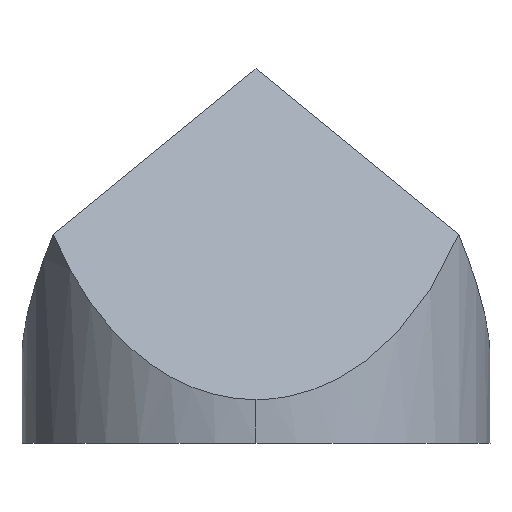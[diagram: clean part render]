
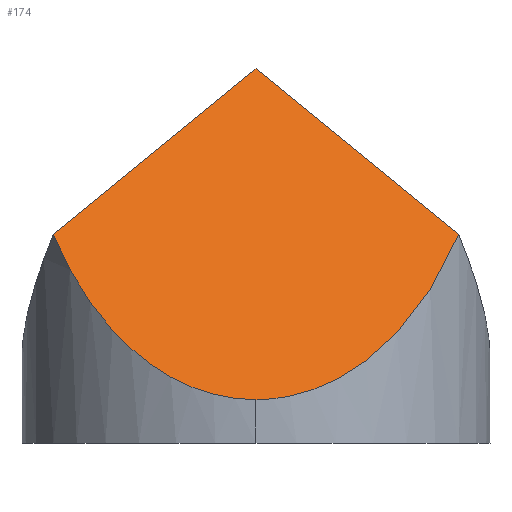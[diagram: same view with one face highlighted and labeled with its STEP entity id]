
A CAD part, left-side view. The second image highlights one B-rep face of the part: STEP entity #174.
In plain terms, the highlighted planar face has unit normal (-0.816, 0, 0.577).
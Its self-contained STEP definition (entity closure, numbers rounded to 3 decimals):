
#2 = CARTESIAN_POINT ( 'NONE',  ( -6.35, 0., 1.182 ) ) ;
#4 =( BOUNDED_CURVE ( )  B_SPLINE_CURVE ( 3, ( #90, #62, #255, #232 ),
 .UNSPECIFIED., .F., .F. ) 
 B_SPLINE_CURVE_WITH_KNOTS ( ( 4, 4 ),
 ( 0., 1.047 ),
 .UNSPECIFIED. ) 
 CURVE ( )  GEOMETRIC_REPRESENTATION_ITEM ( )  RATIONAL_B_SPLINE_CURVE ( ( 1., 0.911, 0.911, 1. ) ) 
 REPRESENTATION_ITEM ( '' )  );
#6 = CARTESIAN_POINT ( 'NONE',  ( 7.074, -12.252, 20.161 ) ) ;
#18 = VECTOR ( 'NONE', #271, 1000. ) ;
#23 = VERTEX_POINT ( 'NONE', #175 ) ;
#31 = CARTESIAN_POINT ( 'NONE',  ( 0., 0., 10.16 ) ) ;
#51 = DIRECTION ( 'NONE',  ( 0.408, -0.707, 0.577 ) ) ;
#53 = PLANE ( 'NONE',  #197 ) ;
#62 = CARTESIAN_POINT ( 'NONE',  ( -6.35, 2.324, 1.182 ) ) ;
#74 = VECTOR ( 'NONE', #51, 1000. ) ;
#76 = EDGE_CURVE ( 'NONE', #122, #107, #81, .T. ) ;
#81 = LINE ( 'NONE', #228, #18 ) ;
#90 = CARTESIAN_POINT ( 'NONE',  ( -6.35, 0., 1.182 ) ) ;
#95 = ORIENTED_EDGE ( 'NONE', *, *, #291, .F. ) ;
#98 = FACE_OUTER_BOUND ( 'NONE', #249, .T. ) ;
#102 = CARTESIAN_POINT ( 'NONE',  ( 0., -24.5, 10.16 ) ) ;
#103 = CARTESIAN_POINT ( 'NONE',  ( -5.188, -4.337, 2.825 ) ) ;
#107 = VERTEX_POINT ( 'NONE', #31 ) ;
#108 = CARTESIAN_POINT ( 'NONE',  ( -6.35, -2.324, 1.182 ) ) ;
#109 =( BOUNDED_CURVE ( )  B_SPLINE_CURVE ( 3, ( #176, #103, #108, #2 ),
 .UNSPECIFIED., .F., .F. ) 
 B_SPLINE_CURVE_WITH_KNOTS ( ( 4, 4 ),
 ( 5.236, 6.283 ),
 .UNSPECIFIED. ) 
 CURVE ( )  GEOMETRIC_REPRESENTATION_ITEM ( )  RATIONAL_B_SPLINE_CURVE ( ( 1., 0.911, 0.911, 1. ) ) 
 REPRESENTATION_ITEM ( '' )  );
#112 = VERTEX_POINT ( 'NONE', #125 ) ;
#116 = ORIENTED_EDGE ( 'NONE', *, *, #164, .F. ) ;
#122 = VERTEX_POINT ( 'NONE', #226 ) ;
#125 = CARTESIAN_POINT ( 'NONE',  ( -6.35, 0., 1.182 ) ) ;
#158 = EDGE_CURVE ( 'NONE', #23, #107, #268, .T. ) ;
#164 = EDGE_CURVE ( 'NONE', #122, #112, #109, .T. ) ;
#174 = ADVANCED_FACE ( 'NONE', ( #98 ), #53, .F. ) ;
#175 = CARTESIAN_POINT ( 'NONE',  ( -3.175, 5.499, 5.671 ) ) ;
#176 = CARTESIAN_POINT ( 'NONE',  ( -3.175, -5.499, 5.671 ) ) ;
#197 = AXIS2_PLACEMENT_3D ( 'NONE', #102, #201, #244 ) ;
#201 = DIRECTION ( 'NONE',  ( 0.816, 0., -0.577 ) ) ;
#226 = CARTESIAN_POINT ( 'NONE',  ( -3.175, -5.499, 5.671 ) ) ;
#228 = CARTESIAN_POINT ( 'NONE',  ( -7.074, -12.252, 0.159 ) ) ;
#232 = CARTESIAN_POINT ( 'NONE',  ( -3.175, 5.499, 5.671 ) ) ;
#240 = ORIENTED_EDGE ( 'NONE', *, *, #158, .F. ) ;
#244 = DIRECTION ( 'NONE',  ( -0.577, 0., -0.816 ) ) ;
#249 = EDGE_LOOP ( 'NONE', ( #116, #293, #240, #95 ) ) ;
#255 = CARTESIAN_POINT ( 'NONE',  ( -5.188, 4.337, 2.825 ) ) ;
#268 = LINE ( 'NONE', #6, #74 ) ;
#271 = DIRECTION ( 'NONE',  ( 0.408, 0.707, 0.577 ) ) ;
#291 = EDGE_CURVE ( 'NONE', #112, #23, #4, .T. ) ;
#293 = ORIENTED_EDGE ( 'NONE', *, *, #76, .T. ) ;
